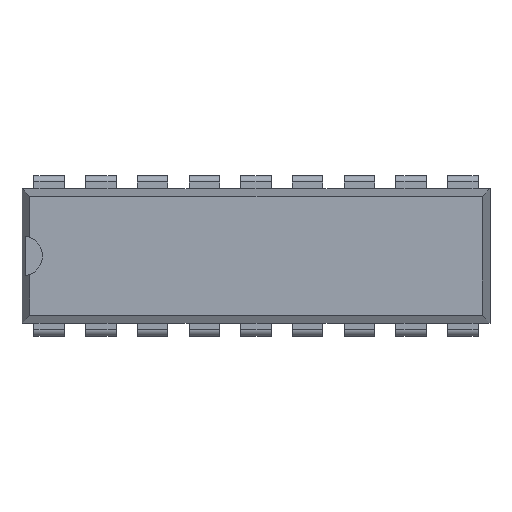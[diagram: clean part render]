
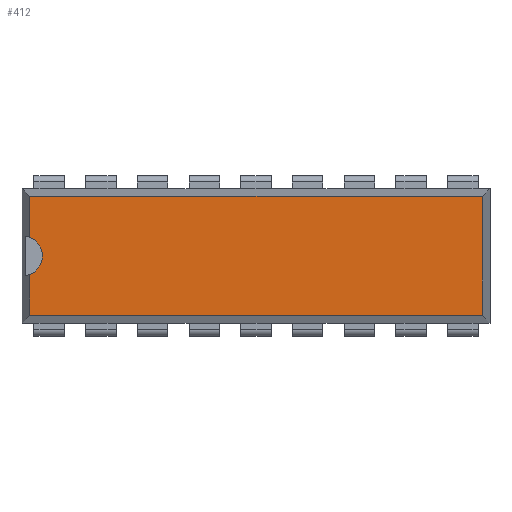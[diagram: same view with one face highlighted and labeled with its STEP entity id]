
A CAD part, top view. The second image highlights one B-rep face of the part: STEP entity #412.
In plain terms, the highlighted planar face has unit normal (0, 0, 1).
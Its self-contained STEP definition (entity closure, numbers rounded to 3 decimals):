
#412 = ADVANCED_FACE ( 'NONE', ( #4450 ), #4485, .F. ) ;
#497 = EDGE_LOOP ( 'NONE', ( #498, #501, #502, #524, #527, #530, #533 ) ) ;
#498 = ORIENTED_EDGE ( 'NONE', *, *, #499, .T. ) ;
#499 = EDGE_CURVE ( 'NONE', #500, #623, #4761, .T. ) ;
#500 = VERTEX_POINT ( 'NONE', #4757 ) ;
#501 = ORIENTED_EDGE ( 'NONE', *, *, #622, .F. ) ;
#502 = ORIENTED_EDGE ( 'NONE', *, *, #503, .F. ) ;
#503 = EDGE_CURVE ( 'NONE', #523, #559, #4756, .T. ) ;
#523 = VERTEX_POINT ( 'NONE', #4741 ) ;
#524 = ORIENTED_EDGE ( 'NONE', *, *, #525, .T. ) ;
#525 = EDGE_CURVE ( 'NONE', #523, #526, #4740, .T. ) ;
#526 = VERTEX_POINT ( 'NONE', #4736 ) ;
#527 = ORIENTED_EDGE ( 'NONE', *, *, #528, .T. ) ;
#528 = EDGE_CURVE ( 'NONE', #526, #529, #4735, .T. ) ;
#529 = VERTEX_POINT ( 'NONE', #4731 ) ;
#530 = ORIENTED_EDGE ( 'NONE', *, *, #531, .T. ) ;
#531 = EDGE_CURVE ( 'NONE', #529, #532, #4794, .T. ) ;
#532 = VERTEX_POINT ( 'NONE', #4790 ) ;
#533 = ORIENTED_EDGE ( 'NONE', *, *, #534, .T. ) ;
#534 = EDGE_CURVE ( 'NONE', #532, #500, #4788, .T. ) ;
#559 = VERTEX_POINT ( 'NONE', #4859 ) ;
#622 = EDGE_CURVE ( 'NONE', #559, #623, #4959, .T. ) ;
#623 = VERTEX_POINT ( 'NONE', #4954 ) ;
#4450 = FACE_OUTER_BOUND ( 'NONE', #497, .T. ) ;
#4481 = DIRECTION ( 'NONE',  ( -1., 0., 0. ) ) ;
#4482 = DIRECTION ( 'NONE',  ( 0., 0., -1. ) ) ;
#4483 = CARTESIAN_POINT ( 'NONE',  ( 0., 3.3, 5.08 ) ) ;
#4484 = AXIS2_PLACEMENT_3D ( 'NONE', #4483, #4482, #4481 ) ;
#4485 = PLANE ( 'NONE',  #4484 ) ;
#4731 = CARTESIAN_POINT ( 'NONE',  ( 11.114, -2.919, 5.08 ) ) ;
#4732 = DIRECTION ( 'NONE',  ( 1., 0., 0. ) ) ;
#4733 = VECTOR ( 'NONE', #4732, 1000. ) ;
#4734 = CARTESIAN_POINT ( 'NONE',  ( 0., -2.919, 5.08 ) ) ;
#4735 = LINE ( 'NONE', #4734, #4733 ) ;
#4736 = CARTESIAN_POINT ( 'NONE',  ( -11.114, -2.919, 5.08 ) ) ;
#4737 = DIRECTION ( 'NONE',  ( 0., -1., 0. ) ) ;
#4738 = VECTOR ( 'NONE', #4737, 1000. ) ;
#4739 = CARTESIAN_POINT ( 'NONE',  ( -11.114, 3.3, 5.08 ) ) ;
#4740 = LINE ( 'NONE', #4739, #4738 ) ;
#4741 = CARTESIAN_POINT ( 'NONE',  ( -11.114, -0.925, 5.08 ) ) ;
#4752 = DIRECTION ( 'NONE',  ( 1., 0., 0. ) ) ;
#4753 = DIRECTION ( 'NONE',  ( 0., 0., 1. ) ) ;
#4754 = CARTESIAN_POINT ( 'NONE',  ( -11.495, 0., 5.08 ) ) ;
#4755 = AXIS2_PLACEMENT_3D ( 'NONE', #4754, #4753, #4752 ) ;
#4756 = CIRCLE ( 'NONE', #4755, 1. ) ;
#4757 = CARTESIAN_POINT ( 'NONE',  ( -11.114, 2.919, 5.08 ) ) ;
#4758 = DIRECTION ( 'NONE',  ( 0., -1., 0. ) ) ;
#4759 = VECTOR ( 'NONE', #4758, 1000. ) ;
#4760 = CARTESIAN_POINT ( 'NONE',  ( -11.114, 3.3, 5.08 ) ) ;
#4761 = LINE ( 'NONE', #4760, #4759 ) ;
#4785 = DIRECTION ( 'NONE',  ( -1., 0., 0. ) ) ;
#4786 = VECTOR ( 'NONE', #4785, 1000. ) ;
#4787 = CARTESIAN_POINT ( 'NONE',  ( 0., 2.919, 5.08 ) ) ;
#4788 = LINE ( 'NONE', #4787, #4786 ) ;
#4790 = CARTESIAN_POINT ( 'NONE',  ( 11.114, 2.919, 5.08 ) ) ;
#4791 = DIRECTION ( 'NONE',  ( 0., 1., 0. ) ) ;
#4792 = VECTOR ( 'NONE', #4791, 1000. ) ;
#4793 = CARTESIAN_POINT ( 'NONE',  ( 11.114, 3.3, 5.08 ) ) ;
#4794 = LINE ( 'NONE', #4793, #4792 ) ;
#4859 = CARTESIAN_POINT ( 'NONE',  ( -10.495, 0., 5.08 ) ) ;
#4954 = CARTESIAN_POINT ( 'NONE',  ( -11.114, 0.925, 5.08 ) ) ;
#4955 = DIRECTION ( 'NONE',  ( 1., 0., 0. ) ) ;
#4956 = DIRECTION ( 'NONE',  ( 0., 0., 1. ) ) ;
#4957 = CARTESIAN_POINT ( 'NONE',  ( -11.495, 0., 5.08 ) ) ;
#4958 = AXIS2_PLACEMENT_3D ( 'NONE', #4957, #4956, #4955 ) ;
#4959 = CIRCLE ( 'NONE', #4958, 1. ) ;
